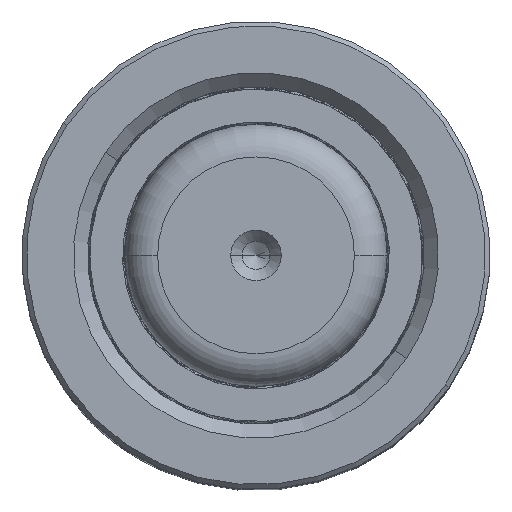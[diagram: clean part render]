
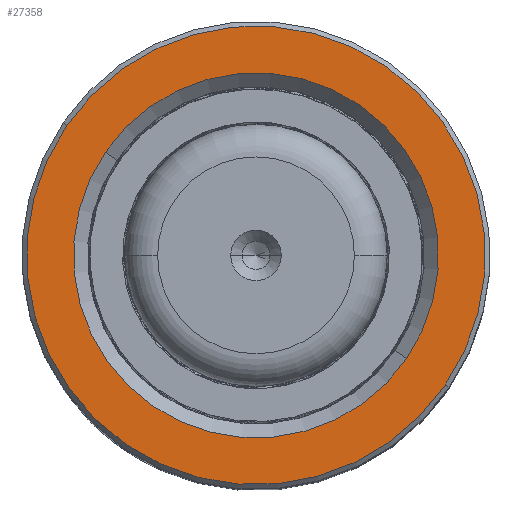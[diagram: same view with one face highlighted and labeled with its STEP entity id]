
A CAD part, top view. The second image highlights one B-rep face of the part: STEP entity #27358.
In plain terms, the highlighted planar face has unit normal (0, 0, 1).
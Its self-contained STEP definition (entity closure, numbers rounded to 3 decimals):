
#3880 = AXIS2_PLACEMENT_3D ( 'NONE', #42176, #41779, #23531 ) ;
#4613 = DIRECTION ( 'NONE',  ( 0., 0., 1. ) ) ;
#9521 = AXIS2_PLACEMENT_3D ( 'NONE', #36392, #59513, #17988 ) ;
#10650 = EDGE_CURVE ( 'NONE', #52492, #27170, #43021, .T. ) ;
#11468 = ORIENTED_EDGE ( 'NONE', *, *, #25120, .T. ) ;
#12462 = DIRECTION ( 'NONE',  ( 1., 0., 0. ) ) ;
#13149 = DIRECTION ( 'NONE',  ( 1., 0., 0. ) ) ;
#13720 = CARTESIAN_POINT ( 'NONE',  ( -24.5, 0., 80. ) ) ;
#14277 = CIRCLE ( 'NONE', #9521, 19.5 ) ;
#14280 = AXIS2_PLACEMENT_3D ( 'NONE', #18568, #4613, #13149 ) ;
#15106 = CARTESIAN_POINT ( 'NONE',  ( 0., 0., 80. ) ) ;
#17860 = CARTESIAN_POINT ( 'NONE',  ( 19.5, 0., 80. ) ) ;
#17988 = DIRECTION ( 'NONE',  ( 1., 0., 0. ) ) ;
#18568 = CARTESIAN_POINT ( 'NONE',  ( 0., 0., 80. ) ) ;
#18688 = VERTEX_POINT ( 'NONE', #17860 ) ;
#20174 = ORIENTED_EDGE ( 'NONE', *, *, #10650, .T. ) ;
#21770 = CARTESIAN_POINT ( 'NONE',  ( -19.5, 0., 80. ) ) ;
#23531 = DIRECTION ( 'NONE',  ( 1., 0., 0. ) ) ;
#25120 = EDGE_CURVE ( 'NONE', #47249, #18688, #14277, .T. ) ;
#26565 = EDGE_LOOP ( 'NONE', ( #51343, #20174 ) ) ;
#27170 = VERTEX_POINT ( 'NONE', #13720 ) ;
#27358 = ADVANCED_FACE ( 'NONE', ( #42089, #45685 ), #45030, .T. ) ;
#32971 = EDGE_LOOP ( 'NONE', ( #45307, #11468 ) ) ;
#36392 = CARTESIAN_POINT ( 'NONE',  ( 0., 0., 80. ) ) ;
#37611 = CIRCLE ( 'NONE', #3880, 24.5 ) ;
#41044 = EDGE_CURVE ( 'NONE', #18688, #47249, #57946, .T. ) ;
#41779 = DIRECTION ( 'NONE',  ( 0., 0., 1. ) ) ;
#42089 = FACE_OUTER_BOUND ( 'NONE', #26565, .T. ) ;
#42176 = CARTESIAN_POINT ( 'NONE',  ( 0., 0., 80. ) ) ;
#42239 = DIRECTION ( 'NONE',  ( 1., 0., 0. ) ) ;
#42429 = EDGE_CURVE ( 'NONE', #27170, #52492, #37611, .T. ) ;
#43021 = CIRCLE ( 'NONE', #14280, 24.5 ) ;
#43457 = AXIS2_PLACEMENT_3D ( 'NONE', #15106, #51361, #42239 ) ;
#45030 = PLANE ( 'NONE',  #54938 ) ;
#45307 = ORIENTED_EDGE ( 'NONE', *, *, #41044, .T. ) ;
#45645 = DIRECTION ( 'NONE',  ( 0., 0., 1. ) ) ;
#45685 = FACE_BOUND ( 'NONE', #32971, .T. ) ;
#47249 = VERTEX_POINT ( 'NONE', #21770 ) ;
#49626 = CARTESIAN_POINT ( 'NONE',  ( 24.5, 0., 80. ) ) ;
#49912 = CARTESIAN_POINT ( 'NONE',  ( 0., 0., 80. ) ) ;
#51343 = ORIENTED_EDGE ( 'NONE', *, *, #42429, .T. ) ;
#51361 = DIRECTION ( 'NONE',  ( 0., 0., -1. ) ) ;
#52492 = VERTEX_POINT ( 'NONE', #49626 ) ;
#54938 = AXIS2_PLACEMENT_3D ( 'NONE', #49912, #45645, #12462 ) ;
#57946 = CIRCLE ( 'NONE', #43457, 19.5 ) ;
#59513 = DIRECTION ( 'NONE',  ( 0., 0., -1. ) ) ;
